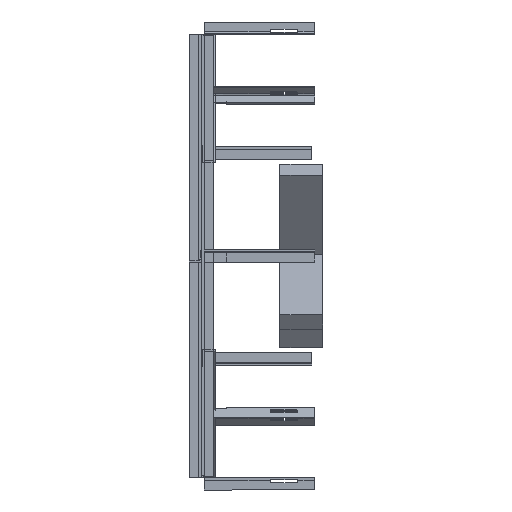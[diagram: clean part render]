
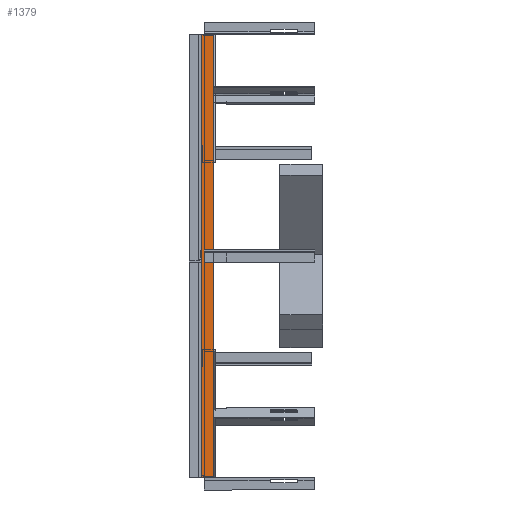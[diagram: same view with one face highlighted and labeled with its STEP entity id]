
A CAD part, left-side view. The second image highlights one B-rep face of the part: STEP entity #1379.
In plain terms, the highlighted planar face has unit normal (-1, 0, 0).
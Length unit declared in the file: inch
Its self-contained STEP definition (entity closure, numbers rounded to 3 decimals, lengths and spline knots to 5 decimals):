
#152=LINE($,#2043,#310);
#159=LINE($,#2059,#317);
#163=LINE($,#2071,#321);
#170=LINE($,#2083,#328);
#172=LINE($,#2087,#330);
#310=VECTOR($,#1630,0.1);
#317=VECTOR($,#1643,0.9);
#321=VECTOR($,#1651,1.);
#328=VECTOR($,#1666,36.2);
#330=VECTOR($,#1672,36.2);
#463=PLANE($,#1476);
#538=FACE_OUTER_BOUND($,#614,.T.);
#614=EDGE_LOOP($,(#1082,#1083,#1084,#1085,#1086));
#705=VERTEX_POINT($,#2037);
#707=VERTEX_POINT($,#2041);
#713=VERTEX_POINT($,#2057);
#718=VERTEX_POINT($,#2068);
#719=VERTEX_POINT($,#2070);
#835=EDGE_CURVE($,#707,#705,#152,.T.);
#843=EDGE_CURVE($,#713,#707,#159,.T.);
#848=EDGE_CURVE($,#718,#719,#163,.T.);
#855=EDGE_CURVE($,#705,#718,#170,.T.);
#857=EDGE_CURVE($,#713,#719,#172,.T.);
#1082=ORIENTED_EDGE($,*,*,#843,.F.);
#1083=ORIENTED_EDGE($,*,*,#857,.T.);
#1084=ORIENTED_EDGE($,*,*,#848,.F.);
#1085=ORIENTED_EDGE($,*,*,#855,.F.);
#1086=ORIENTED_EDGE($,*,*,#835,.F.);
#1379=ADVANCED_FACE($,(#538),#463,.T.);
#1476=AXIS2_PLACEMENT_3D($,#2088,#1673,#1674);
#1630=DIRECTION($,(0.,1.,0.));
#1643=DIRECTION($,(0.,1.,0.));
#1651=DIRECTION($,(0.,-1.,0.));
#1666=DIRECTION($,(0.,0.,1.));
#1672=DIRECTION($,(0.,0.,1.));
#1673=DIRECTION('center_axis',(-1.,0.,0.));
#1674=DIRECTION('ref_axis',(0.,-1.,0.));
#2037=CARTESIAN_POINT('',(0.,1.,0.));
#2041=CARTESIAN_POINT('',(0.,0.9,0.));
#2043=CARTESIAN_POINT($,(0.,0.,0.));
#2057=CARTESIAN_POINT('',(0.,0.,0.));
#2059=CARTESIAN_POINT($,(0.,0.,0.));
#2068=CARTESIAN_POINT('',(0.,1.,36.2));
#2070=CARTESIAN_POINT('',(0.,0.,36.2));
#2071=CARTESIAN_POINT($,(0.,0.,36.2));
#2083=CARTESIAN_POINT($,(0.,1.,0.));
#2087=CARTESIAN_POINT($,(0.,0.,0.));
#2088=CARTESIAN_POINT('Origin',(0.,1.,0.));
